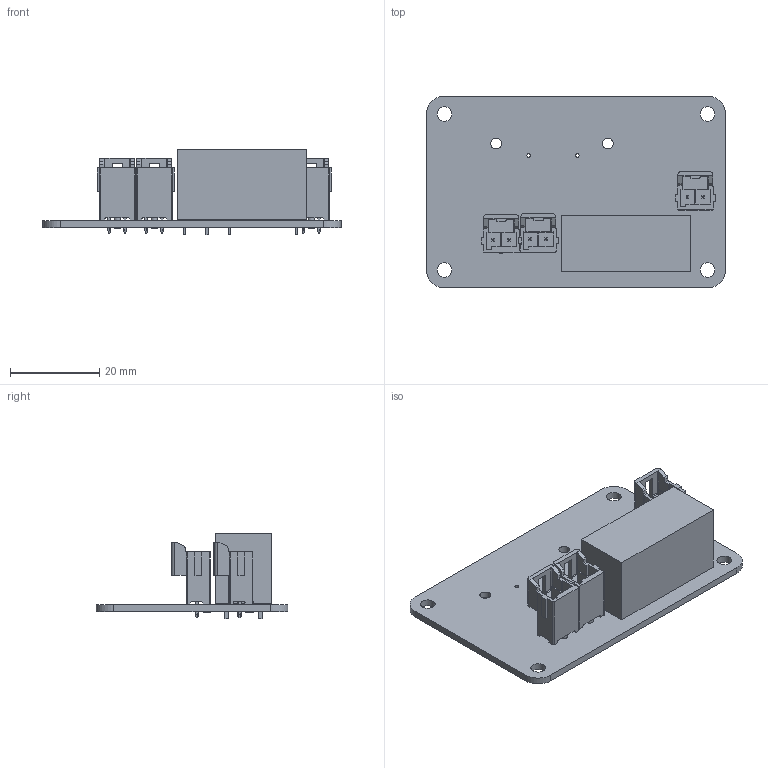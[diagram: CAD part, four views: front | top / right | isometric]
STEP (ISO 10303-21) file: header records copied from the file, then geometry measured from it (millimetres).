
FILE_DESCRIPTION(('FreeCAD Model'),'2;1');
FILE_NAME('Precharge_Schematics1.step', '2018-02-05T21:50:57',('kicad StepUp'),('ksu MCAD'), 'Open CASCADE STEP processor 6.8','FreeCAD','Unknown');
FILE_SCHEMA(('AUTOMOTIVE_DESIGN_CC2 { 1 2 10303 214 -1 1 5 4 }'));
Length unit declared in the file: millimetre
Products named in the file (5): Pcb; Ultrafit-2_; Part_1_; Ultrafit-2_001; Ultrafit-2_002
Bounding box: 67 x 43 x 19.2 mm (x, y, z)
Volume: 11461.7 mm3; surface area: 10784.3 mm2
Topology: 5 solids, 5 shells, 564 faces, 1527 edges, 990 vertices
Faces by surface type: plane 379, cylinder 179, sphere 6
Full cylindrical faces by diameter (mm): 0.8 x2, 1.02 x6, 1.3 x8, 1.6 x3, 2.4 x2, 3.264 x4
Entity records: 18213 total; most frequent: CARTESIAN_POINT 3256, ORIENTED_EDGE 3054, DIRECTION 2967, EDGE_CURVE 1527, LINE 1157, VECTOR 1157, VERTEX_POINT 990, AXIS2_PLACEMENT_3D 905
